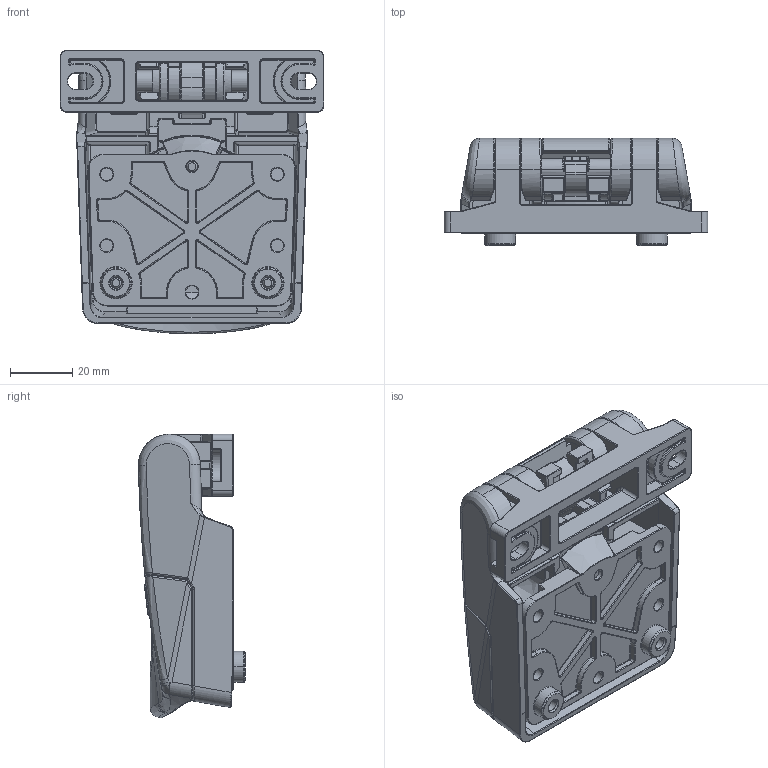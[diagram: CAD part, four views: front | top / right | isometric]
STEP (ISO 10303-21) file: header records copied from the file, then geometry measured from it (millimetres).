
FILE_DESCRIPTION (( 'STEP AP214' ), '1' );
FILE_NAME ('2651-420034_Industrilas.step', '2025-08-26T12:21:30', ( '' ), ( '' ), 'SwSTEP 2.0', 'SolidWorks 2010', '' );
FILE_SCHEMA (( 'AUTOMOTIVE_DESIGN' ));
Length unit declared in the file: millimetre
Products named in the file (10): 00048159(Variant 2); 00048162; 00048161; 00046829; 00046845; 00046885; 00046906(Komprimerad); 00048179; 00052483; 2651-420034_Industrilas
Assembly tree (11 placements, depth 2):
  2651-420034_Industrilas
    00048161
    00046829
    00048162
    00046845
    00052483  x3
    00046885
    00048159(Variant 2)
    00046906(Komprimerad)
    00048179
Bounding box: 85 x 34.5 x 91.45 mm (x, y, z)
Volume: 97918.7 mm3; surface area: 67789.4 mm2
Topology: 11 solids, 13 shells, 4070 faces, 9655 edges, 5446 vertices
Faces by surface type: cylinder 1528, bspline 785, plane 712, torus 692, sphere 226, cone 127
Entity records: 128486 total; most frequent: CARTESIAN_POINT 44830, ORIENTED_EDGE 18072, DIRECTION 17377, EDGE_CURVE 9036, AXIS2_PLACEMENT_3D 7194, VERTEX_POINT 5200, CIRCLE 4055, EDGE_LOOP 4012
